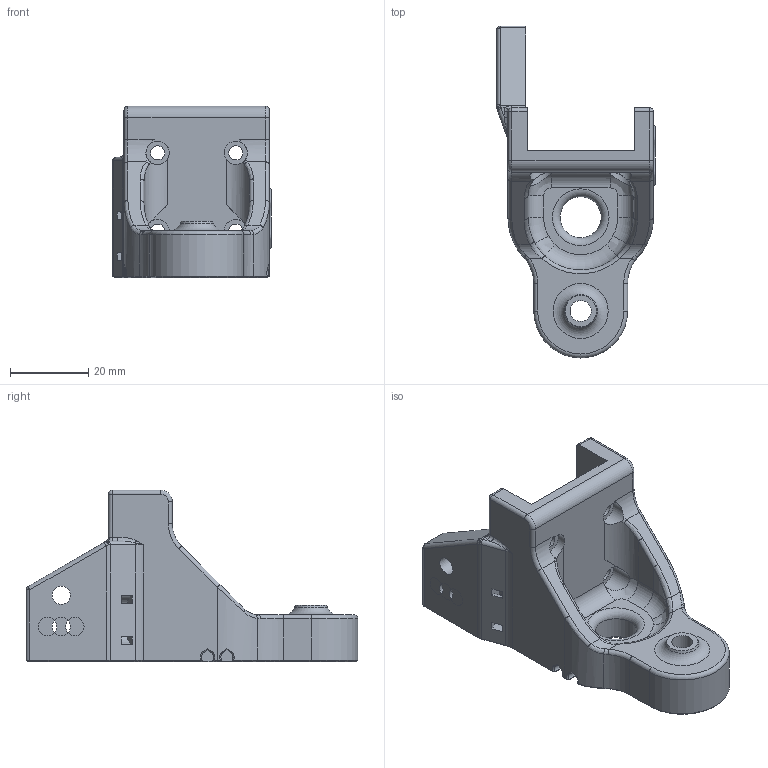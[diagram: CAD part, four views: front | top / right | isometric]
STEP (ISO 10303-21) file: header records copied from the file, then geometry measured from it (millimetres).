
FILE_DESCRIPTION(/* description */ (''),/* implementation_level */ '2;1');
FILE_NAME(/* name */ 'WobbleX-MGN12H_Z_Carriage_Rear.step',/* time_stamp */ '2023-04-15T00:32:24+02:00',/* author */ (''),/* organization */ (''),/* preprocessor_version */ 'ST-DEVELOPER v19.2',/* originating_system */ 'Autodesk Translation Framework v12.4.0.73',/* authorisation */ '');
FILE_SCHEMA (('AUTOMOTIVE_DESIGN { 1 0 10303 214 3 1 1 }'));
Length unit declared in the file: millimetre
Products named in the file (1): MGN12H-Z_Carriage
Bounding box: 40.6 x 84.9 x 43.9 mm (x, y, z)
Volume: 63573.8 mm3; surface area: 26042.1 mm2
Topology: 2 solids, 2 shells, 579 faces, 1467 edges, 904 vertices
Faces by surface type: plane 254, cylinder 129, bspline 88, cone 68, torus 32, sphere 8
Full cylindrical faces by diameter (mm): 3.6 x8, 4.7 x5, 5.4 x2, 6 x8, 10.5 x2
Entity records: 19532 total; most frequent: CARTESIAN_POINT 5887, ORIENTED_EDGE 2930, DIRECTION 2709, EDGE_CURVE 1465, AXIS2_PLACEMENT_3D 980, VERTEX_POINT 904, LINE 749, VECTOR 749
